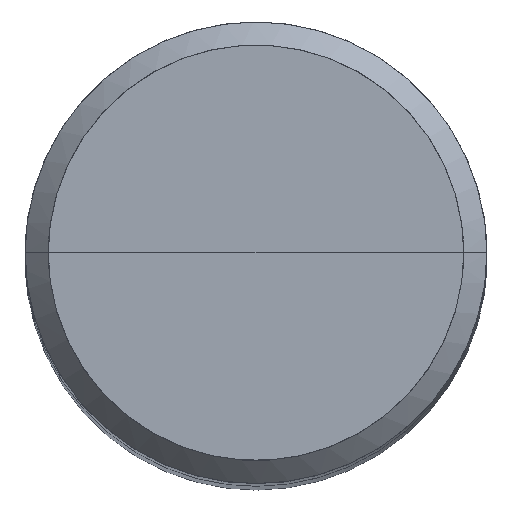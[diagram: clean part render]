
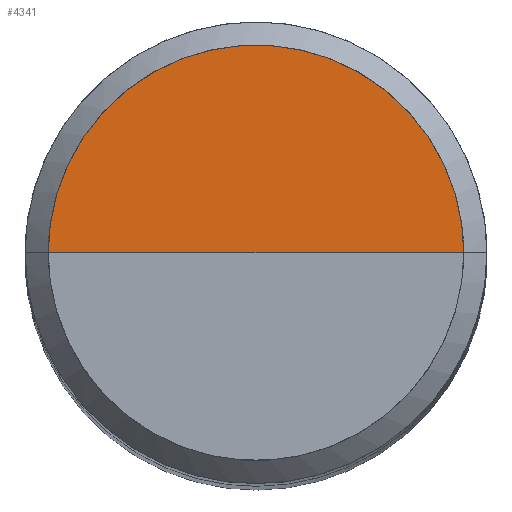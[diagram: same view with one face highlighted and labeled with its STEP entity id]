
A CAD part, top view. The second image highlights one B-rep face of the part: STEP entity #4341.
In plain terms, the highlighted free-form (B-spline) face has degree [1, 2] with [2, 5] control points.
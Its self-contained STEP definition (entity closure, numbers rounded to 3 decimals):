
#4120=CARTESIAN_POINT('',(9.0,0.0,59.0));
#4121=CARTESIAN_POINT('',(9.0,9.0,59.0));
#4122=CARTESIAN_POINT('',(0.0,9.0,59.0));
#4123=CARTESIAN_POINT('',(-9.0,9.0,59.0));
#4124=CARTESIAN_POINT('',(-9.0,0.0,59.0));
#4125=CARTESIAN_POINT('',(0.0,0.0,59.0));
#4326=(
BOUNDED_SURFACE()
B_SPLINE_SURFACE(1,2,(
(#4120,#4121,#4122,#4123,#4124),
(#4125,#4125,#4125,#4125,#4125)
), .UNSPECIFIED.,.F.,.F.,.F.)
B_SPLINE_SURFACE_WITH_KNOTS((2,2),(3,2,3),(
0.0,1.0),(
0.0,0.5,1.0), .UNSPECIFIED.)
GEOMETRIC_REPRESENTATION_ITEM()
RATIONAL_B_SPLINE_SURFACE(((1.0,0.707,1.0,0.707,1.0),
(1.0,0.707,1.0,0.707,1.0)
))
REPRESENTATION_ITEM('')
SURFACE()
);
#4327=(
BOUNDED_CURVE()
B_SPLINE_CURVE(2,(#4124,#4123,#4122,#4121,#4120),.UNSPECIFIED.,.F.,.F.)
B_SPLINE_CURVE_WITH_KNOTS((3,2,3),
(0.0,0.5,1.0),.UNSPECIFIED.)
CURVE()
GEOMETRIC_REPRESENTATION_ITEM()
RATIONAL_B_SPLINE_CURVE((1.0,0.707,1.0,0.707,1.0))
REPRESENTATION_ITEM('')
);
#4328=(
BOUNDED_CURVE()
B_SPLINE_CURVE(1,(#4120,#4125),.UNSPECIFIED.,.F.,.F.)
B_SPLINE_CURVE_WITH_KNOTS((2,2),
(0.0,1.0),.UNSPECIFIED.)
CURVE()
GEOMETRIC_REPRESENTATION_ITEM()
RATIONAL_B_SPLINE_CURVE((1.0,1.0))
REPRESENTATION_ITEM('')
);
#4329=(
BOUNDED_CURVE()
B_SPLINE_CURVE(1,(#4125,#4124),.UNSPECIFIED.,.F.,.F.)
B_SPLINE_CURVE_WITH_KNOTS((2,2),
(0.0,1.0),.UNSPECIFIED.)
CURVE()
GEOMETRIC_REPRESENTATION_ITEM()
RATIONAL_B_SPLINE_CURVE((1.0,1.0))
REPRESENTATION_ITEM('')
);
#4330=VERTEX_POINT('',#4120);
#4331=VERTEX_POINT('',#4124);
#4332=VERTEX_POINT('',#4125);
#4333=EDGE_CURVE('',#4331,#4330,#4327,.T.);
#4334=EDGE_CURVE('',#4330,#4332,#4328,.T.);
#4335=EDGE_CURVE('',#4332,#4331,#4329,.T.);
#4336=ORIENTED_EDGE('',*,*,#4333,.T.);
#4337=ORIENTED_EDGE('',*,*,#4334,.T.);
#4338=ORIENTED_EDGE('',*,*,#4335,.T.);
#4339=EDGE_LOOP('',(#4336,#4337,#4338));
#4340=FACE_OUTER_BOUND('',#4339,.T.);
#4341=ADVANCED_FACE('',(#4340),#4326,.T.);
